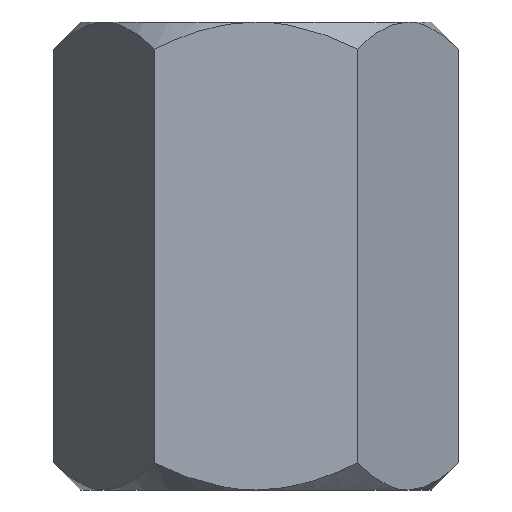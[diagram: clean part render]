
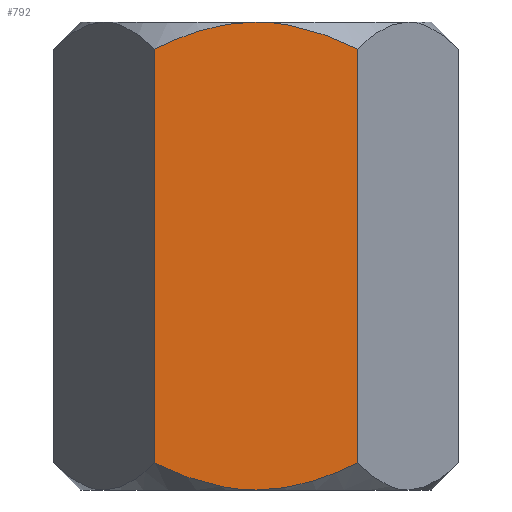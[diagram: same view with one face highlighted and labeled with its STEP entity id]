
A CAD part, left-side view. The second image highlights one B-rep face of the part: STEP entity #792.
In plain terms, the highlighted planar face has unit normal (-1, 0, 0).
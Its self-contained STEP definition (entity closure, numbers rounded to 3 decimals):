
#15 = LINE ( 'NONE', #215, #75 ) ;
#18 = DIRECTION ( 'NONE',  ( -1., 0., 0. ) ) ;
#30 = CARTESIAN_POINT ( 'NONE',  ( -37.5, 21.651, -100. ) ) ;
#67 = CARTESIAN_POINT ( 'NONE',  ( -37.5, 12.068, -1.884 ) ) ;
#70 = CARTESIAN_POINT ( 'NONE',  ( -37.5, 15.647, -3.126 ) ) ;
#75 = VECTOR ( 'NONE', #482, 1000. ) ;
#78 = CARTESIAN_POINT ( 'NONE',  ( -37.5, -18.254, -4.176 ) ) ;
#82 = VERTEX_POINT ( 'NONE', #294 ) ;
#92 = CARTESIAN_POINT ( 'NONE',  ( -37.5, -1.895, 0. ) ) ;
#97 = CARTESIAN_POINT ( 'NONE',  ( -37.5, 12.052, -98.121 ) ) ;
#99 = FACE_OUTER_BOUND ( 'NONE', #732, .T. ) ;
#107 = CARTESIAN_POINT ( 'NONE',  ( -37.5, 21.651, -94.199 ) ) ;
#122 = EDGE_CURVE ( 'NONE', #777, #349, #187, .T. ) ;
#147 = CARTESIAN_POINT ( 'NONE',  ( -37.5, 21.651, -5.801 ) ) ;
#152 = CARTESIAN_POINT ( 'NONE',  ( -37.5, -1.902, -99.964 ) ) ;
#154 = CARTESIAN_POINT ( 'NONE',  ( -37.5, -7.482, -0.695 ) ) ;
#160 = DIRECTION ( 'NONE',  ( 0., 0., 1. ) ) ;
#162 = CARTESIAN_POINT ( 'NONE',  ( -37.5, -12.959, -2.167 ) ) ;
#187 = B_SPLINE_CURVE_WITH_KNOTS ( 'NONE', 3,
 ( #319, #576, #641, #834, #387, #593, #794, #67, #334, #467, #70, #596, #530, #340 ),
 .UNSPECIFIED., .F., .F.,
 ( 4, 2, 2, 2, 2, 2, 4 ),
 ( 0.107, 0.11, 0.113, 0.118, 0.121, 0.124, 0.13 ),
 .UNSPECIFIED. ) ;
#215 = CARTESIAN_POINT ( 'NONE',  ( -37.5, 21.651, -100. ) ) ;
#219 = CARTESIAN_POINT ( 'NONE',  ( -37.5, -12.052, -1.879 ) ) ;
#221 = CARTESIAN_POINT ( 'NONE',  ( -37.5, -15.647, -96.874 ) ) ;
#228 = CARTESIAN_POINT ( 'NONE',  ( -37.5, 14.747, -97.213 ) ) ;
#257 = ORIENTED_EDGE ( 'NONE', *, *, #122, .T. ) ;
#265 = LINE ( 'NONE', #508, #332 ) ;
#284 = CARTESIAN_POINT ( 'NONE',  ( -37.5, -3.77, -0.144 ) ) ;
#293 = B_SPLINE_CURVE_WITH_KNOTS ( 'NONE', 3,
 ( #107, #682, #823, #814, #228, #687, #97, #366, #625, #611, #499, #753 ),
 .UNSPECIFIED., .F., .F.,
 ( 4, 2, 2, 2, 2, 4 ),
 ( 0.084, 0.09, 0.093, 0.096, 0.101, 0.107 ),
 .UNSPECIFIED. ) ;
#294 = CARTESIAN_POINT ( 'NONE',  ( -37.5, -21.651, -94.199 ) ) ;
#297 = CARTESIAN_POINT ( 'NONE',  ( -37.5, -12.968, -97.83 ) ) ;
#319 = CARTESIAN_POINT ( 'NONE',  ( -37.5, 0., 0. ) ) ;
#332 = VECTOR ( 'NONE', #637, 1000. ) ;
#334 = CARTESIAN_POINT ( 'NONE',  ( -37.5, 12.968, -2.17 ) ) ;
#340 = CARTESIAN_POINT ( 'NONE',  ( -37.5, 21.651, -5.801 ) ) ;
#349 = VERTEX_POINT ( 'NONE', #147 ) ;
#354 = ORIENTED_EDGE ( 'NONE', *, *, #640, .T. ) ;
#356 = CARTESIAN_POINT ( 'NONE',  ( -37.5, -14.758, -97.209 ) ) ;
#366 = CARTESIAN_POINT ( 'NONE',  ( -37.5, 9.319, -98.899 ) ) ;
#372 = CARTESIAN_POINT ( 'NONE',  ( -37.5, -12.068, -98.116 ) ) ;
#383 = B_SPLINE_CURVE_WITH_KNOTS ( 'NONE', 3,
 ( #555, #630, #152, #420, #820, #550, #697, #372, #297, #356, #221, #545, #618, #748 ),
 .UNSPECIFIED., .F., .F.,
 ( 4, 2, 2, 2, 2, 2, 4 ),
 ( 0.107, 0.11, 0.113, 0.118, 0.121, 0.124, 0.13 ),
 .UNSPECIFIED. ) ;
#387 = CARTESIAN_POINT ( 'NONE',  ( -37.5, 4.726, -0.285 ) ) ;
#408 = EDGE_CURVE ( 'NONE', #504, #777, #447, .T. ) ;
#420 = CARTESIAN_POINT ( 'NONE',  ( -37.5, -3.79, -99.821 ) ) ;
#447 = B_SPLINE_CURVE_WITH_KNOTS ( 'NONE', 3,
 ( #610, #745, #78, #806, #812, #162, #219, #740, #154, #284, #92, #606 ),
 .UNSPECIFIED., .F., .F.,
 ( 4, 2, 2, 2, 2, 4 ),
 ( 0.084, 0.09, 0.093, 0.096, 0.101, 0.107 ),
 .UNSPECIFIED. ) ;
#467 = CARTESIAN_POINT ( 'NONE',  ( -37.5, 14.758, -2.791 ) ) ;
#482 = DIRECTION ( 'NONE',  ( 0., 0., 1. ) ) ;
#499 = CARTESIAN_POINT ( 'NONE',  ( -37.5, 1.895, -100. ) ) ;
#504 = VERTEX_POINT ( 'NONE', #650 ) ;
#508 = CARTESIAN_POINT ( 'NONE',  ( -37.5, -21.651, -100. ) ) ;
#530 = CARTESIAN_POINT ( 'NONE',  ( -37.5, 19.978, -4.965 ) ) ;
#534 = CARTESIAN_POINT ( 'NONE',  ( -37.5, 0., 0. ) ) ;
#538 = VERTEX_POINT ( 'NONE', #608 ) ;
#545 = CARTESIAN_POINT ( 'NONE',  ( -37.5, -18.272, -95.816 ) ) ;
#550 = CARTESIAN_POINT ( 'NONE',  ( -37.5, -7.517, -99.298 ) ) ;
#555 = CARTESIAN_POINT ( 'NONE',  ( -37.5, 0., -100. ) ) ;
#556 = PLANE ( 'NONE',  #789 ) ;
#576 = CARTESIAN_POINT ( 'NONE',  ( -37.5, 0.947, 0. ) ) ;
#593 = CARTESIAN_POINT ( 'NONE',  ( -37.5, 7.517, -0.702 ) ) ;
#596 = CARTESIAN_POINT ( 'NONE',  ( -37.5, 18.272, -4.184 ) ) ;
#600 = EDGE_CURVE ( 'NONE', #538, #82, #383, .T. ) ;
#601 = ORIENTED_EDGE ( 'NONE', *, *, #408, .T. ) ;
#606 = CARTESIAN_POINT ( 'NONE',  ( -37.5, 0., 0. ) ) ;
#608 = CARTESIAN_POINT ( 'NONE',  ( -37.5, 0., -100. ) ) ;
#610 = CARTESIAN_POINT ( 'NONE',  ( -37.5, -21.651, -5.801 ) ) ;
#611 = CARTESIAN_POINT ( 'NONE',  ( -37.5, 3.77, -99.856 ) ) ;
#614 = ORIENTED_EDGE ( 'NONE', *, *, #652, .F. ) ;
#618 = CARTESIAN_POINT ( 'NONE',  ( -37.5, -19.978, -95.035 ) ) ;
#625 = CARTESIAN_POINT ( 'NONE',  ( -37.5, 7.482, -99.305 ) ) ;
#630 = CARTESIAN_POINT ( 'NONE',  ( -37.5, -0.947, -100. ) ) ;
#637 = DIRECTION ( 'NONE',  ( 0., 0., 1. ) ) ;
#640 = EDGE_CURVE ( 'NONE', #760, #538, #293, .T. ) ;
#641 = CARTESIAN_POINT ( 'NONE',  ( -37.5, 1.902, -0.036 ) ) ;
#650 = CARTESIAN_POINT ( 'NONE',  ( -37.5, -21.651, -5.801 ) ) ;
#652 = EDGE_CURVE ( 'NONE', #760, #349, #15, .T. ) ;
#672 = EDGE_CURVE ( 'NONE', #82, #504, #265, .T. ) ;
#682 = CARTESIAN_POINT ( 'NONE',  ( -37.5, 19.966, -95.041 ) ) ;
#683 = ORIENTED_EDGE ( 'NONE', *, *, #672, .T. ) ;
#687 = CARTESIAN_POINT ( 'NONE',  ( -37.5, 12.959, -97.833 ) ) ;
#697 = CARTESIAN_POINT ( 'NONE',  ( -37.5, -9.35, -98.891 ) ) ;
#732 = EDGE_LOOP ( 'NONE', ( #614, #354, #850, #683, #601, #257 ) ) ;
#740 = CARTESIAN_POINT ( 'NONE',  ( -37.5, -9.319, -1.101 ) ) ;
#745 = CARTESIAN_POINT ( 'NONE',  ( -37.5, -19.966, -4.959 ) ) ;
#748 = CARTESIAN_POINT ( 'NONE',  ( -37.5, -21.651, -94.199 ) ) ;
#753 = CARTESIAN_POINT ( 'NONE',  ( -37.5, 0., -100. ) ) ;
#760 = VERTEX_POINT ( 'NONE', #840 ) ;
#777 = VERTEX_POINT ( 'NONE', #534 ) ;
#789 = AXIS2_PLACEMENT_3D ( 'NONE', #30, #18, #160 ) ;
#792 = ADVANCED_FACE ( 'NONE', ( #99 ), #556, .T. ) ;
#794 = CARTESIAN_POINT ( 'NONE',  ( -37.5, 9.35, -1.109 ) ) ;
#806 = CARTESIAN_POINT ( 'NONE',  ( -37.5, -15.631, -3.119 ) ) ;
#812 = CARTESIAN_POINT ( 'NONE',  ( -37.5, -14.747, -2.787 ) ) ;
#814 = CARTESIAN_POINT ( 'NONE',  ( -37.5, 15.631, -96.881 ) ) ;
#820 = CARTESIAN_POINT ( 'NONE',  ( -37.5, -4.726, -99.715 ) ) ;
#823 = CARTESIAN_POINT ( 'NONE',  ( -37.5, 18.254, -95.824 ) ) ;
#834 = CARTESIAN_POINT ( 'NONE',  ( -37.5, 3.79, -0.179 ) ) ;
#840 = CARTESIAN_POINT ( 'NONE',  ( -37.5, 21.651, -94.199 ) ) ;
#850 = ORIENTED_EDGE ( 'NONE', *, *, #600, .T. ) ;
